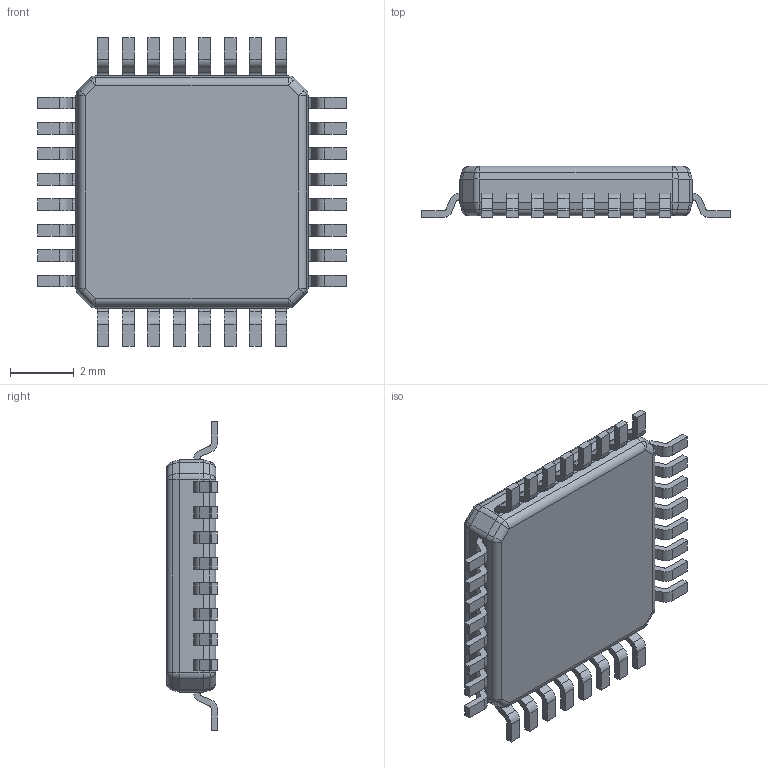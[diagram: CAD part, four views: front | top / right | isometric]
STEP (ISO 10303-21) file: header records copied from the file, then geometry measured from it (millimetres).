
FILE_DESCRIPTION (( 'STEP AP214' ), '1' );
FILE_NAME ( 'QFP32P80_970X970X160L75X37.STEP', '2020-04-04T13:41:25', ( '' ), ( '' ), 'Part was generated with the free Library Expert Lite available at www.PCBLibraries.com. Removing line will violate the End User License Agreement.', '©2017 PCB Libraries, Inc.', '' );
FILE_SCHEMA (( 'AUTOMOTIVE_DESIGN' ));
Length unit declared in the file: millimetre
Products named in the file (1): QFP32P80_970X970X160L75X37
Bounding box: 9.7 x 1.6 x 9.7 mm (x, y, z)
Volume: 83.7 mm3; surface area: 200.5 mm2
Topology: 33 solids, 33 shells, 535 faces, 1370 edges, 886 vertices
Faces by surface type: plane 347, cylinder 170, sphere 16, torus 2
Entity records: 17887 total; most frequent: CARTESIAN_POINT 2920, ORIENTED_EDGE 2708, DIRECTION 2690, EDGE_CURVE 1354, VECTOR 994, LINE 994, VERTEX_POINT 886, AXIS2_PLACEMENT_3D 848
